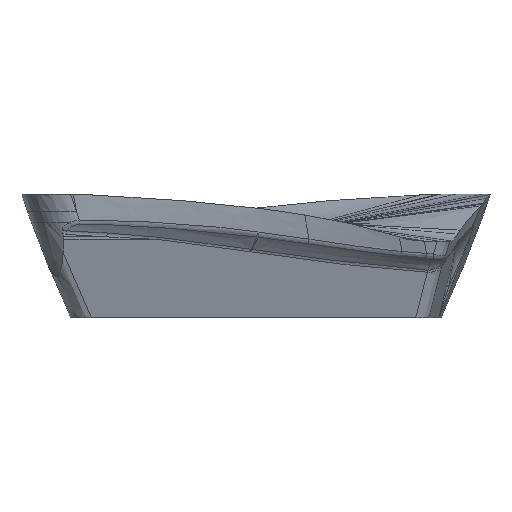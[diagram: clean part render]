
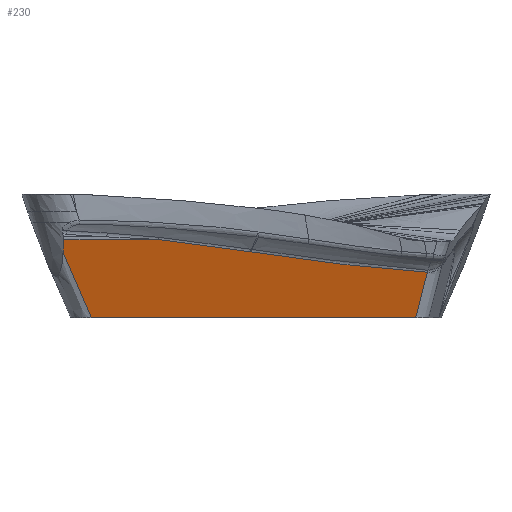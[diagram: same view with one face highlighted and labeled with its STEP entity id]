
A CAD part, front view. The second image highlights one B-rep face of the part: STEP entity #230.
In plain terms, the highlighted planar face has unit normal (0, -0.961, -0.276).
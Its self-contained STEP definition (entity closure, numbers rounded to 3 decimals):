
#200=PLANE('',#3078);
#230=ADVANCED_FACE('',(#399),#200,.T.);
#399=FACE_OUTER_BOUND('',#565,.T.);
#565=EDGE_LOOP('',(#863,#864,#865,#866,#867,#868,#869,#870));
#863=ORIENTED_EDGE('',*,*,#1972,.F.);
#864=ORIENTED_EDGE('',*,*,#1971,.T.);
#865=ORIENTED_EDGE('',*,*,#1973,.F.);
#866=ORIENTED_EDGE('',*,*,#1974,.F.);
#867=ORIENTED_EDGE('',*,*,#1975,.F.);
#868=ORIENTED_EDGE('',*,*,#1976,.T.);
#869=ORIENTED_EDGE('',*,*,#1977,.F.);
#870=ORIENTED_EDGE('',*,*,#1978,.F.);
#1690=VERTEX_POINT('',#5436);
#1693=VERTEX_POINT('',#5604);
#1694=VERTEX_POINT('',#5794);
#1695=VERTEX_POINT('',#5796);
#1696=VERTEX_POINT('',#5803);
#1697=VERTEX_POINT('',#5805);
#1698=VERTEX_POINT('',#5810);
#1699=VERTEX_POINT('',#5812);
#1971=EDGE_CURVE('',#1690,#1693,#2706,.T.);
#1972=EDGE_CURVE('',#1690,#1694,#2304,.T.);
#1973=EDGE_CURVE('',#1695,#1693,#2305,.T.);
#1974=EDGE_CURVE('',#1696,#1695,#2707,.T.);
#1975=EDGE_CURVE('',#1697,#1696,#2306,.T.);
#1976=EDGE_CURVE('',#1697,#1698,#2708,.T.);
#1977=EDGE_CURVE('',#1699,#1698,#2307,.T.);
#1978=EDGE_CURVE('',#1694,#1699,#2308,.T.);
#2304=LINE('',#5793,#2381);
#2305=LINE('',#5795,#2382);
#2306=LINE('',#5804,#2383);
#2307=LINE('',#5811,#2384);
#2308=LINE('',#5813,#2385);
#2381=VECTOR('',#3153,1.);
#2382=VECTOR('',#3154,1.);
#2383=VECTOR('',#3155,1.);
#2384=VECTOR('',#3156,1.);
#2385=VECTOR('',#3157,1.);
#2706=B_SPLINE_CURVE_WITH_KNOTS('',3,(#5605,#5606,#5607,#5608,#5609,#5610,
#5611,#5612,#5613,#5614,#5615,#5616,#5617,#5618,#5619,#5620,#5621,#5622,
#5623,#5624,#5625,#5626,#5627,#5628,#5629,#5630,#5631,#5632),
 .UNSPECIFIED.,.F.,.F.,(4,1,1,1,1,1,1,1,1,1,1,1,1,1,1,1,1,1,1,1,1,1,1,1,
1,4),(0.,0.04,0.08,0.12,0.16,0.2,0.24,0.28,0.32,0.36,0.4,0.44,0.48,0.52,
0.56,0.6,0.64,0.68,0.72,0.76,0.8,0.84,0.88,0.92,0.96,1.),.UNSPECIFIED.);
#2707=B_SPLINE_CURVE_WITH_KNOTS('',3,(#5797,#5798,#5799,#5800,#5801,#5802),
 .UNSPECIFIED.,.F.,.F.,(4,1,1,4),(0.,0.366,0.746,1.),
 .UNSPECIFIED.);
#2708=B_SPLINE_CURVE_WITH_KNOTS('',3,(#5806,#5807,#5808,#5809),
 .UNSPECIFIED.,.F.,.F.,(4,4),(0.,1.),.UNSPECIFIED.);
#3078=AXIS2_PLACEMENT_3D('',#5814,#3158,#3159);
#3153=DIRECTION('',(-0.237,0.268,-0.934));
#3154=DIRECTION('',(0.987,0.044,-0.155));
#3155=DIRECTION('',(1.,0.,0.));
#3156=DIRECTION('',(-0.382,-0.255,0.888));
#3157=DIRECTION('',(-1.,0.,0.));
#3158=DIRECTION('',(0.,-0.961,-0.276));
#3159=DIRECTION('',(0.,0.276,-0.961));
#5436=CARTESIAN_POINT('',(6.64,-3.957,-3.03));
#5604=CARTESIAN_POINT('',(-0.183,-4.184,-2.241));
#5605=CARTESIAN_POINT('',(6.64,-3.957,-3.03));
#5606=CARTESIAN_POINT('',(6.564,-3.959,-3.025));
#5607=CARTESIAN_POINT('',(6.411,-3.962,-3.015));
#5608=CARTESIAN_POINT('',(6.166,-3.967,-2.998));
#5609=CARTESIAN_POINT('',(5.93,-3.972,-2.98));
#5610=CARTESIAN_POINT('',(5.678,-3.978,-2.96));
#5611=CARTESIAN_POINT('',(5.395,-3.985,-2.936));
#5612=CARTESIAN_POINT('',(5.085,-3.993,-2.908));
#5613=CARTESIAN_POINT('',(4.815,-4.,-2.882));
#5614=CARTESIAN_POINT('',(4.553,-4.008,-2.855));
#5615=CARTESIAN_POINT('',(4.317,-4.015,-2.83));
#5616=CARTESIAN_POINT('',(4.06,-4.023,-2.803));
#5617=CARTESIAN_POINT('',(3.758,-4.032,-2.769));
#5618=CARTESIAN_POINT('',(3.491,-4.041,-2.739));
#5619=CARTESIAN_POINT('',(3.263,-4.049,-2.712));
#5620=CARTESIAN_POINT('',(3.02,-4.057,-2.683));
#5621=CARTESIAN_POINT('',(2.757,-4.066,-2.651));
#5622=CARTESIAN_POINT('',(2.465,-4.077,-2.615));
#5623=CARTESIAN_POINT('',(2.201,-4.086,-2.581));
#5624=CARTESIAN_POINT('',(1.931,-4.096,-2.546));
#5625=CARTESIAN_POINT('',(1.681,-4.106,-2.512));
#5626=CARTESIAN_POINT('',(1.349,-4.119,-2.467));
#5627=CARTESIAN_POINT('',(1.074,-4.13,-2.428));
#5628=CARTESIAN_POINT('',(0.795,-4.142,-2.388));
#5629=CARTESIAN_POINT('',(0.507,-4.154,-2.346));
#5630=CARTESIAN_POINT('',(0.211,-4.166,-2.302));
#5631=CARTESIAN_POINT('',(-0.045,-4.178,-2.262));
#5632=CARTESIAN_POINT('',(-0.183,-4.184,-2.241));
#5793=CARTESIAN_POINT('',(6.64,-3.957,-3.03));
#5794=CARTESIAN_POINT('',(6.191,-3.45,-4.8));
#5795=CARTESIAN_POINT('',(-0.205,-4.185,-2.238));
#5796=CARTESIAN_POINT('',(-0.205,-4.185,-2.238));
#5797=CARTESIAN_POINT('',(-3.779,-4.322,-1.761));
#5798=CARTESIAN_POINT('',(-3.342,-4.306,-1.814));
#5799=CARTESIAN_POINT('',(-2.452,-4.275,-1.922));
#5800=CARTESIAN_POINT('',(-1.26,-4.23,-2.079));
#5801=CARTESIAN_POINT('',(-0.506,-4.198,-2.19));
#5802=CARTESIAN_POINT('',(-0.205,-4.185,-2.238));
#5803=CARTESIAN_POINT('',(-3.779,-4.322,-1.761));
#5804=CARTESIAN_POINT('',(-7.446,-4.322,-1.761));
#5805=CARTESIAN_POINT('',(-7.446,-4.322,-1.761));
#5806=CARTESIAN_POINT('',(-7.446,-4.322,-1.761));
#5807=CARTESIAN_POINT('',(-7.466,-4.275,-1.923));
#5808=CARTESIAN_POINT('',(-7.475,-4.228,-2.086));
#5809=CARTESIAN_POINT('',(-7.479,-4.181,-2.249));
#5810=CARTESIAN_POINT('',(-7.479,-4.181,-2.249));
#5811=CARTESIAN_POINT('',(-6.38,-3.45,-4.8));
#5812=CARTESIAN_POINT('',(-6.38,-3.45,-4.8));
#5813=CARTESIAN_POINT('',(6.191,-3.45,-4.8));
#5814=CARTESIAN_POINT('',(-10.38,-3.45,-4.8));
